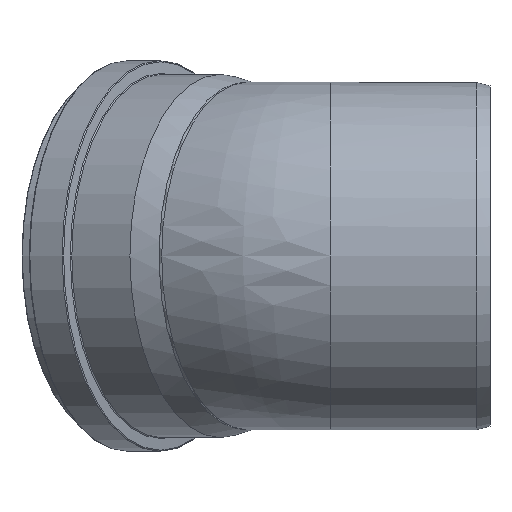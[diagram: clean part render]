
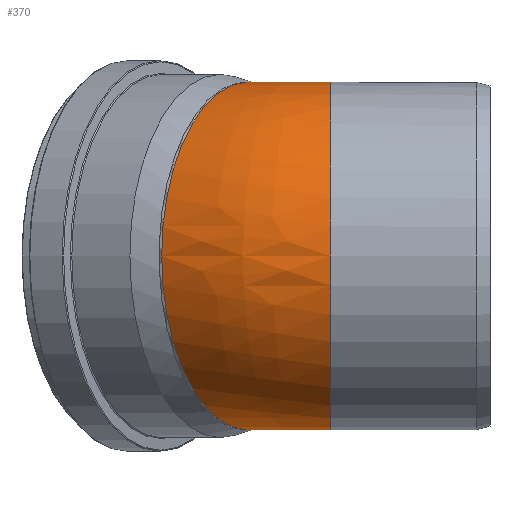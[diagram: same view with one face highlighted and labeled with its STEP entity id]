
A CAD part, left-side view. The second image highlights one B-rep face of the part: STEP entity #370.
In plain terms, the highlighted free-form (B-spline) face has degree [2, 2] with [9, 3] control points.
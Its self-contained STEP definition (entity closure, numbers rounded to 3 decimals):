
#65=(
BOUNDED_SURFACE()
B_SPLINE_SURFACE(2,2,((#692,#693,#694),(#695,#696,#697),(#698,#699,#700),
(#701,#702,#703),(#704,#705,#706),(#707,#708,#709),(#710,#711,#712),(#713,
#714,#715),(#716,#717,#718)),.UNSPECIFIED.,.F.,.F.,.F.)
B_SPLINE_SURFACE_WITH_KNOTS((3,2,2,2,3),(3,3),(-2.758,-1.379,
0.,1.379,2.758),(0.,0.524),
 .UNSPECIFIED.)
GEOMETRIC_REPRESENTATION_ITEM()
RATIONAL_B_SPLINE_SURFACE(((1.,0.966,1.),(0.772,
0.745,0.772),(1.,0.966,1.),(0.772,
0.745,0.772),(1.,0.966,1.),(0.772,
0.745,0.772),(1.,0.966,1.),(0.772,
0.745,0.772),(1.,0.966,1.)))
REPRESENTATION_ITEM('')
SURFACE()
);
#67=CIRCLE('',#408,157.8);
#69=CIRCLE('',#410,157.8);
#113=FACE_OUTER_BOUND('',#147,.T.);
#147=EDGE_LOOP('',(#299,#300,#301,#302));
#212=B_SPLINE_CURVE_WITH_KNOTS('',3,(#634,#635,#636,#637,#638,#639,#640),
 .UNSPECIFIED.,.F.,.F.,(4,3,4),(-0.001,0.071,
0.145),.UNSPECIFIED.);
#213=B_SPLINE_CURVE_WITH_KNOTS('',3,(#644,#645,#646,#647,#648,#649,#650),
 .UNSPECIFIED.,.F.,.F.,(4,3,4),(-0.001,0.073,
0.145),.UNSPECIFIED.);
#215=VERTEX_POINT('',#632);
#216=VERTEX_POINT('',#633);
#217=VERTEX_POINT('',#641);
#218=VERTEX_POINT('',#643);
#250=EDGE_CURVE('',#215,#216,#212,.T.);
#252=EDGE_CURVE('',#218,#217,#213,.T.);
#256=EDGE_CURVE('',#218,#216,#67,.T.);
#258=EDGE_CURVE('',#217,#215,#69,.T.);
#299=ORIENTED_EDGE('',*,*,#252,.T.);
#300=ORIENTED_EDGE('',*,*,#258,.T.);
#301=ORIENTED_EDGE('',*,*,#250,.T.);
#302=ORIENTED_EDGE('',*,*,#256,.F.);
#370=ADVANCED_FACE('',(#113),#65,.F.);
#408=AXIS2_PLACEMENT_3D('',#690,#481,#482);
#410=AXIS2_PLACEMENT_3D('',#719,#485,#486);
#481=DIRECTION('center_axis',(0.5,0.866,0.));
#482=DIRECTION('ref_axis',(0.866,-0.5,0.));
#485=DIRECTION('center_axis',(0.,1.,0.));
#486=DIRECTION('ref_axis',(1.,0.,0.));
#632=CARTESIAN_POINT('',(146.318,144.667,59.091));
#633=CARTESIAN_POINT('',(146.691,146.058,59.091));
#634=CARTESIAN_POINT('Ctrl Pts',(146.318,144.667,59.091));
#635=CARTESIAN_POINT('Ctrl Pts',(146.323,144.908,59.08));
#636=CARTESIAN_POINT('Ctrl Pts',(146.357,145.147,59.075));
#637=CARTESIAN_POINT('Ctrl Pts',(146.418,145.379,59.075));
#638=CARTESIAN_POINT('Ctrl Pts',(146.481,145.616,59.075));
#639=CARTESIAN_POINT('Ctrl Pts',(146.573,145.844,59.08));
#640=CARTESIAN_POINT('Ctrl Pts',(146.691,146.058,59.091));
#641=CARTESIAN_POINT('',(146.318,144.667,-59.091));
#643=CARTESIAN_POINT('',(146.691,146.058,-59.091));
#644=CARTESIAN_POINT('Ctrl Pts',(146.691,146.058,-59.091));
#645=CARTESIAN_POINT('Ctrl Pts',(146.573,145.844,-59.08));
#646=CARTESIAN_POINT('Ctrl Pts',(146.481,145.616,-59.075));
#647=CARTESIAN_POINT('Ctrl Pts',(146.418,145.379,-59.075));
#648=CARTESIAN_POINT('Ctrl Pts',(146.357,145.147,-59.075));
#649=CARTESIAN_POINT('Ctrl Pts',(146.323,144.908,-59.08));
#650=CARTESIAN_POINT('Ctrl Pts',(146.318,144.667,-59.091));
#690=CARTESIAN_POINT('Origin',(19.976,219.217,0.));
#692=CARTESIAN_POINT('Ctrl Pts',(146.325,144.667,59.074));
#693=CARTESIAN_POINT('Ctrl Pts',(146.325,145.411,59.074));
#694=CARTESIAN_POINT('Ctrl Pts',(146.697,146.055,59.074));
#695=CARTESIAN_POINT('Ctrl Pts',(97.621,144.667,179.712));
#696=CARTESIAN_POINT('Ctrl Pts',(97.621,158.461,179.712));
#697=CARTESIAN_POINT('Ctrl Pts',(104.518,170.407,179.712));
#698=CARTESIAN_POINT('Ctrl Pts',(-30.089,144.667,154.905));
#699=CARTESIAN_POINT('Ctrl Pts',(-30.089,192.681,154.905));
#700=CARTESIAN_POINT('Ctrl Pts',(-6.082,234.262,154.905));
#701=CARTESIAN_POINT('Ctrl Pts',(-157.8,144.667,130.098));
#702=CARTESIAN_POINT('Ctrl Pts',(-157.8,226.901,130.098));
#703=CARTESIAN_POINT('Ctrl Pts',(-116.683,298.117,130.098));
#704=CARTESIAN_POINT('Ctrl Pts',(-157.8,144.667,0.));
#705=CARTESIAN_POINT('Ctrl Pts',(-157.8,226.901,0.));
#706=CARTESIAN_POINT('Ctrl Pts',(-116.683,298.117,0.));
#707=CARTESIAN_POINT('Ctrl Pts',(-157.8,144.667,-130.098));
#708=CARTESIAN_POINT('Ctrl Pts',(-157.8,226.901,-130.098));
#709=CARTESIAN_POINT('Ctrl Pts',(-116.683,298.117,-130.098));
#710=CARTESIAN_POINT('Ctrl Pts',(-30.089,144.667,-154.905));
#711=CARTESIAN_POINT('Ctrl Pts',(-30.089,192.681,-154.905));
#712=CARTESIAN_POINT('Ctrl Pts',(-6.082,234.262,-154.905));
#713=CARTESIAN_POINT('Ctrl Pts',(97.621,144.667,-179.712));
#714=CARTESIAN_POINT('Ctrl Pts',(97.621,158.461,-179.712));
#715=CARTESIAN_POINT('Ctrl Pts',(104.518,170.407,-179.712));
#716=CARTESIAN_POINT('Ctrl Pts',(146.325,144.667,-59.074));
#717=CARTESIAN_POINT('Ctrl Pts',(146.325,145.411,-59.074));
#718=CARTESIAN_POINT('Ctrl Pts',(146.697,146.055,-59.074));
#719=CARTESIAN_POINT('Origin',(0.,144.667,0.));
